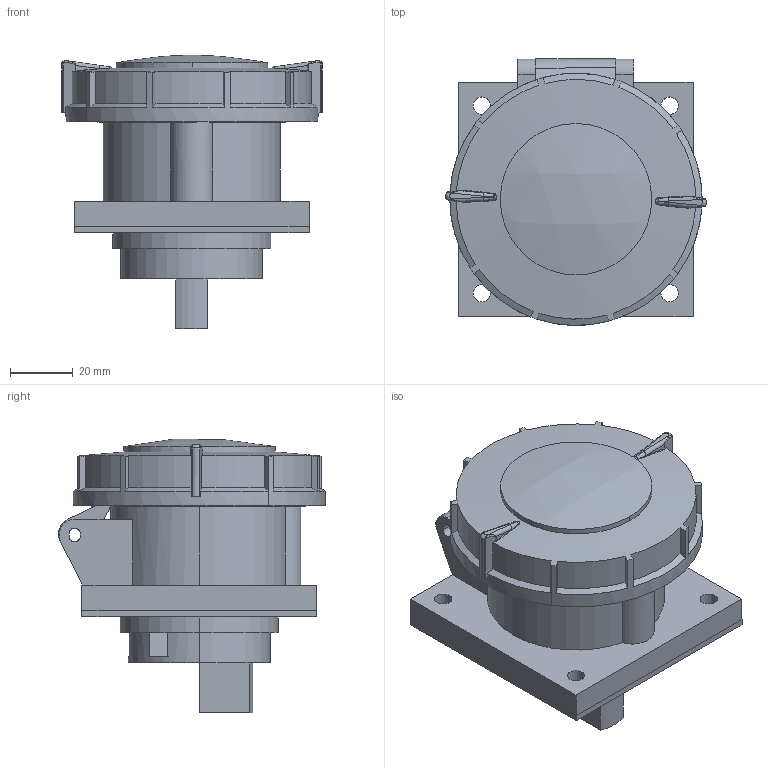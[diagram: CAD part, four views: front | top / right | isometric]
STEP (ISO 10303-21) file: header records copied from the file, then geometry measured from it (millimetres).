
FILE_DESCRIPTION (( 'STEP AP214' ), '1' );
FILE_NAME ('PSR62-016-4-0-67 Ðîçåòêà âñòð. ïð. ÑÑÈ-6142 16À-6÷ 380Â 3P+PE IP67 IEK.STEP', '2025-12-11T11:17:49', ( '' ), ( '' ), 'SwSTEP 2.0', 'SolidWorks 2022', '' );
FILE_SCHEMA (( 'AUTOMOTIVE_DESIGN' ));
Length unit declared in the file: millimetre
Products named in the file (1): PSR62-016-4-0-67 Розетка встр. пр. ССИ-6142 16А-6ч 380В 3P+PE IP67 IEK
Bounding box: 83.37 x 85.24 x 87.38 mm (x, y, z)
Volume: 194093.9 mm3; surface area: 66715.1 mm2
Topology: 2 solids, 2 shells, 458 faces, 1226 edges, 799 vertices
Faces by surface type: plane 223, cylinder 164, cone 31, bspline 30, torus 8, sphere 2
Entity records: 15922 total; most frequent: CARTESIAN_POINT 4330, ORIENTED_EDGE 2448, DIRECTION 2422, EDGE_CURVE 1224, AXIS2_PLACEMENT_3D 885, VERTEX_POINT 799, LINE 652, VECTOR 652
